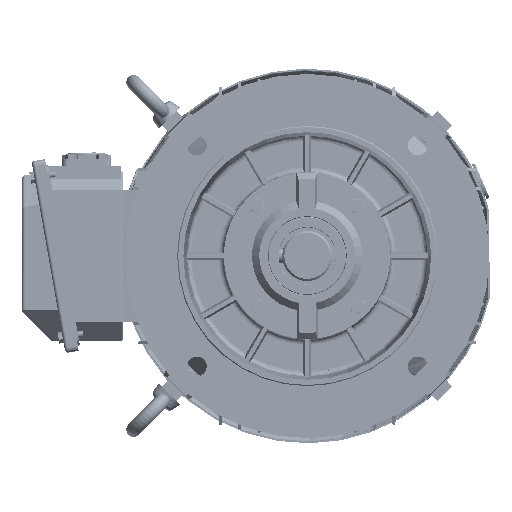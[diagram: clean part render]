
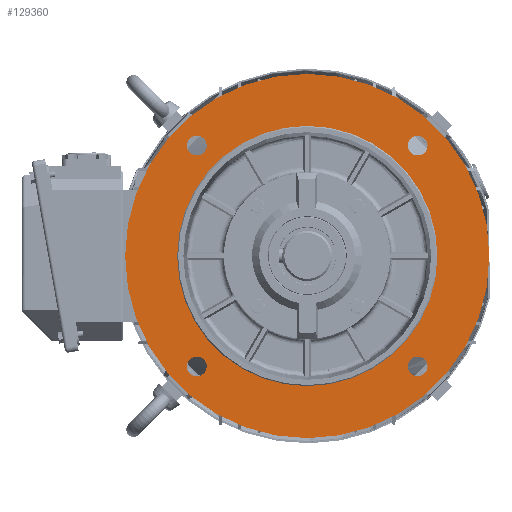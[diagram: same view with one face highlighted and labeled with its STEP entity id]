
A CAD part, left-side view. The second image highlights one B-rep face of the part: STEP entity #129360.
In plain terms, the highlighted planar face has unit normal (-1, 0, 0).
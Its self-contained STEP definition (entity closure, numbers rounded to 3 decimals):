
#75273 = CARTESIAN_POINT ( 'NONE',  ( 0., -106.066, 115.566 ) ) ;
#75565 = CARTESIAN_POINT ( 'NONE',  ( 0., -106.066, -96.566 ) ) ;
#75567 = DIRECTION ( 'NONE',  ( 0., 0., 1. ) ) ;
#75569 = DIRECTION ( 'NONE',  ( -1., 0., 0. ) ) ;
#75571 = CARTESIAN_POINT ( 'NONE',  ( 0., -106.066, -106.066 ) ) ;
#75572 = AXIS2_PLACEMENT_3D ( 'NONE', #75571, #75569, #75567 ) ;
#75574 = CIRCLE ( 'NONE', #75572, 9.5 ) ;
#75580 = CARTESIAN_POINT ( 'NONE',  ( 0., -106.066, -115.566 ) ) ;
#75598 = CARTESIAN_POINT ( 'NONE',  ( 0., 106.066, -96.566 ) ) ;
#75600 = DIRECTION ( 'NONE',  ( 0., 0., 1. ) ) ;
#75601 = DIRECTION ( 'NONE',  ( -1., 0., 0. ) ) ;
#75602 = CARTESIAN_POINT ( 'NONE',  ( 0., 106.066, -106.066 ) ) ;
#75604 = AXIS2_PLACEMENT_3D ( 'NONE', #75602, #75601, #75600 ) ;
#75606 = CIRCLE ( 'NONE', #75604, 9.5 ) ;
#75610 = CARTESIAN_POINT ( 'NONE',  ( 0., 106.066, -115.566 ) ) ;
#75675 = CARTESIAN_POINT ( 'NONE',  ( 0., 106.066, 115.566 ) ) ;
#75676 = DIRECTION ( 'NONE',  ( 0., 0., 1. ) ) ;
#75678 = DIRECTION ( 'NONE',  ( -1., 0., 0. ) ) ;
#75680 = CARTESIAN_POINT ( 'NONE',  ( 0., 106.066, 106.066 ) ) ;
#75681 = AXIS2_PLACEMENT_3D ( 'NONE', #75680, #75678, #75676 ) ;
#75682 = CIRCLE ( 'NONE', #75681, 9.5 ) ;
#75688 = CARTESIAN_POINT ( 'NONE',  ( 0., 106.066, 96.566 ) ) ;
#75761 = DIRECTION ( 'NONE',  ( 0., 0., 1. ) ) ;
#75763 = DIRECTION ( 'NONE',  ( -1., 0., 0. ) ) ;
#75764 = CARTESIAN_POINT ( 'NONE',  ( 0., -106.066, 106.066 ) ) ;
#75766 = AXIS2_PLACEMENT_3D ( 'NONE', #75764, #75763, #75761 ) ;
#75768 = CIRCLE ( 'NONE', #75766, 9.5 ) ;
#75773 = CARTESIAN_POINT ( 'NONE',  ( 0., -106.066, 96.566 ) ) ;
#76675 = CARTESIAN_POINT ( 'NONE',  ( 0., 0., 175. ) ) ;
#76677 = DIRECTION ( 'NONE',  ( 0., 0., 1. ) ) ;
#76678 = DIRECTION ( 'NONE',  ( -1., 0., 0. ) ) ;
#76680 = CARTESIAN_POINT ( 'NONE',  ( 0., 0., 0. ) ) ;
#76682 = AXIS2_PLACEMENT_3D ( 'NONE', #76680, #76678, #76677 ) ;
#76683 = CIRCLE ( 'NONE', #76682, 175. ) ;
#76696 = CARTESIAN_POINT ( 'NONE',  ( 0., 0., -175. ) ) ;
#79595 = CARTESIAN_POINT ( 'NONE',  ( 0., 0., -125. ) ) ;
#79598 = CARTESIAN_POINT ( 'NONE',  ( 0., 0., 125. ) ) ;
#79611 = DIRECTION ( 'NONE',  ( 0., 0., 1. ) ) ;
#79613 = DIRECTION ( 'NONE',  ( -1., 0., 0. ) ) ;
#79615 = CARTESIAN_POINT ( 'NONE',  ( 0., 0., 0. ) ) ;
#79616 = AXIS2_PLACEMENT_3D ( 'NONE', #79615, #79613, #79611 ) ;
#79627 = CIRCLE ( 'NONE', #79616, 125. ) ;
#89188 = DIRECTION ( 'NONE',  ( 0., 0., 1. ) ) ;
#89978 = DIRECTION ( 'NONE',  ( 0., 0., -1. ) ) ;
#89980 = DIRECTION ( 'NONE',  ( 1., 0., 0. ) ) ;
#89981 = CARTESIAN_POINT ( 'NONE',  ( 0., 175., 0. ) ) ;
#89987 = AXIS2_PLACEMENT_3D ( 'NONE', #89981, #89980, #89978 ) ;
#90007 = PLANE ( 'NONE',  #89987 ) ;
#90009 = FACE_OUTER_BOUND ( 'NONE', #129613, .T. ) ;
#90010 = FACE_BOUND ( 'NONE', #129516, .T. ) ;
#90011 = FACE_BOUND ( 'NONE', #129495, .T. ) ;
#90013 = FACE_BOUND ( 'NONE', #129478, .T. ) ;
#90022 = FACE_BOUND ( 'NONE', #129456, .T. ) ;
#90024 = FACE_BOUND ( 'NONE', #129365, .T. ) ;
#90103 = DIRECTION ( 'NONE',  ( 0., 0., 1. ) ) ;
#90105 = DIRECTION ( 'NONE',  ( -1., 0., 0. ) ) ;
#90107 = CARTESIAN_POINT ( 'NONE',  ( 0., -106.066, -106.066 ) ) ;
#90108 = AXIS2_PLACEMENT_3D ( 'NONE', #90107, #90105, #90103 ) ;
#90110 = CIRCLE ( 'NONE', #90108, 9.5 ) ;
#90206 = DIRECTION ( 'NONE',  ( 0., 0., 1. ) ) ;
#90208 = DIRECTION ( 'NONE',  ( -1., 0., 0. ) ) ;
#90210 = CARTESIAN_POINT ( 'NONE',  ( 0., 106.066, -106.066 ) ) ;
#90212 = AXIS2_PLACEMENT_3D ( 'NONE', #90210, #90208, #90206 ) ;
#90224 = CIRCLE ( 'NONE', #90212, 9.5 ) ;
#90233 = DIRECTION ( 'NONE',  ( 0., 0., 1. ) ) ;
#90235 = DIRECTION ( 'NONE',  ( -1., 0., 0. ) ) ;
#90237 = CARTESIAN_POINT ( 'NONE',  ( 0., 106.066, 106.066 ) ) ;
#90239 = AXIS2_PLACEMENT_3D ( 'NONE', #90237, #90235, #90233 ) ;
#90240 = CIRCLE ( 'NONE', #90239, 9.5 ) ;
#90246 = DIRECTION ( 'NONE',  ( 0., 0., 1. ) ) ;
#90248 = DIRECTION ( 'NONE',  ( -1., 0., 0. ) ) ;
#90250 = CARTESIAN_POINT ( 'NONE',  ( 0., -106.066, 106.066 ) ) ;
#90252 = AXIS2_PLACEMENT_3D ( 'NONE', #90250, #90248, #90246 ) ;
#90261 = CIRCLE ( 'NONE', #90252, 9.5 ) ;
#90341 = DIRECTION ( 'NONE',  ( -1., 0., 0. ) ) ;
#90343 = CARTESIAN_POINT ( 'NONE',  ( 0., 0., 0. ) ) ;
#90344 = AXIS2_PLACEMENT_3D ( 'NONE', #90343, #90341, #89188 ) ;
#90346 = CIRCLE ( 'NONE', #90344, 175. ) ;
#90375 = DIRECTION ( 'NONE',  ( 0., 0., 1. ) ) ;
#90377 = DIRECTION ( 'NONE',  ( -1., 0., 0. ) ) ;
#90379 = CARTESIAN_POINT ( 'NONE',  ( 0., 0., 0. ) ) ;
#90381 = AXIS2_PLACEMENT_3D ( 'NONE', #90379, #90377, #90375 ) ;
#90382 = CIRCLE ( 'NONE', #90381, 125. ) ;
#122041 = VERTEX_POINT ( 'NONE', #75273 ) ;
#122072 = VERTEX_POINT ( 'NONE', #75580 ) ;
#122084 = EDGE_CURVE ( 'NONE', #122072, #122086, #75574, .T. ) ;
#122086 = VERTEX_POINT ( 'NONE', #75565 ) ;
#122141 = VERTEX_POINT ( 'NONE', #75610 ) ;
#122145 = EDGE_CURVE ( 'NONE', #122141, #122147, #75606, .T. ) ;
#122147 = VERTEX_POINT ( 'NONE', #75598 ) ;
#122187 = VERTEX_POINT ( 'NONE', #75688 ) ;
#122192 = EDGE_CURVE ( 'NONE', #122187, #122196, #75682, .T. ) ;
#122196 = VERTEX_POINT ( 'NONE', #75675 ) ;
#122234 = VERTEX_POINT ( 'NONE', #75773 ) ;
#122238 = EDGE_CURVE ( 'NONE', #122234, #122041, #75768, .T. ) ;
#122694 = VERTEX_POINT ( 'NONE', #76696 ) ;
#122705 = EDGE_CURVE ( 'NONE', #122708, #122694, #76683, .T. ) ;
#122708 = VERTEX_POINT ( 'NONE', #76675 ) ;
#124178 = EDGE_CURVE ( 'NONE', #124182, #124185, #79627, .T. ) ;
#124182 = VERTEX_POINT ( 'NONE', #79598 ) ;
#124185 = VERTEX_POINT ( 'NONE', #79595 ) ;
#129360 = ADVANCED_FACE ( 'NONE', ( #90024, #90022, #90013, #90011, #90010, #90009 ), #90007, .F. ) ;
#129365 = EDGE_LOOP ( 'NONE', ( #129369, #129451 ) ) ;
#129369 = ORIENTED_EDGE ( 'NONE', *, *, #129373, .F. ) ;
#129373 = EDGE_CURVE ( 'NONE', #122086, #122072, #90110, .T. ) ;
#129451 = ORIENTED_EDGE ( 'NONE', *, *, #122084, .F. ) ;
#129456 = EDGE_LOOP ( 'NONE', ( #129464, #129475 ) ) ;
#129464 = ORIENTED_EDGE ( 'NONE', *, *, #129470, .F. ) ;
#129470 = EDGE_CURVE ( 'NONE', #122041, #122234, #90261, .T. ) ;
#129475 = ORIENTED_EDGE ( 'NONE', *, *, #122238, .F. ) ;
#129478 = EDGE_LOOP ( 'NONE', ( #129481, #129492 ) ) ;
#129481 = ORIENTED_EDGE ( 'NONE', *, *, #129485, .F. ) ;
#129485 = EDGE_CURVE ( 'NONE', #122196, #122187, #90240, .T. ) ;
#129492 = ORIENTED_EDGE ( 'NONE', *, *, #122192, .F. ) ;
#129495 = EDGE_LOOP ( 'NONE', ( #129503, #129514 ) ) ;
#129503 = ORIENTED_EDGE ( 'NONE', *, *, #129509, .F. ) ;
#129509 = EDGE_CURVE ( 'NONE', #122147, #122141, #90224, .T. ) ;
#129514 = ORIENTED_EDGE ( 'NONE', *, *, #122145, .F. ) ;
#129516 = EDGE_LOOP ( 'NONE', ( #129597, #129603 ) ) ;
#129597 = ORIENTED_EDGE ( 'NONE', *, *, #124178, .F. ) ;
#129603 = ORIENTED_EDGE ( 'NONE', *, *, #129609, .F. ) ;
#129609 = EDGE_CURVE ( 'NONE', #124185, #124182, #90382, .T. ) ;
#129613 = EDGE_LOOP ( 'NONE', ( #129621, #129625 ) ) ;
#129621 = ORIENTED_EDGE ( 'NONE', *, *, #122705, .T. ) ;
#129625 = ORIENTED_EDGE ( 'NONE', *, *, #129630, .T. ) ;
#129630 = EDGE_CURVE ( 'NONE', #122694, #122708, #90346, .T. ) ;
